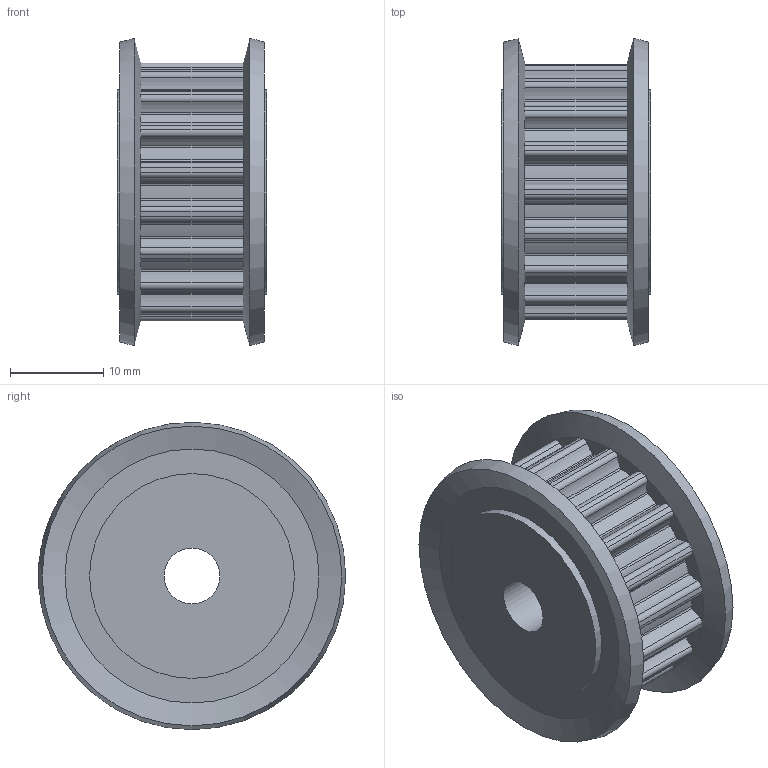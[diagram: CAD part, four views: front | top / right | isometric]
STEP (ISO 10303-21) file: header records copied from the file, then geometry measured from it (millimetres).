
FILE_DESCRIPTION( ( 'STEP AP203' ), '1' );
FILE_NAME( 'HTPA18S5M100-A-H6.stp', '2020-11-23T08:44:40', ( 'License CC BY-ND 4.0' ), ( 'CADENAS' ), ' ', 'PARTsolutions', ' ' );
FILE_SCHEMA( ( 'CONFIG_CONTROL_DESIGN' ) );
Length unit declared in the file: millimetre
Products named in the file (2): HTPA18S5M100-A-H6; _HTPA18S5M100-A-H6_b
Assembly tree (1 placements, depth 2):
  HTPA18S5M100-A-H6
    _HTPA18S5M100-A-H6_b
Bounding box: 16 x 33 x 33 mm (x, y, z)
Volume: 8610.6 mm3; surface area: 4345.5 mm2
Topology: 1 solids, 1 shells, 193 faces, 491 edges, 302 vertices
Faces by surface type: cylinder 147, plane 40, cone 6
Full cylindrical faces by diameter (mm): 6 x1, 22 x2
Entity records: 5953 total; most frequent: DIRECTION 1206, CARTESIAN_POINT 975, ORIENTED_EDGE 960, AXIS2_PLACEMENT_3D 531, EDGE_CURVE 480, CIRCLE 336, VERTEX_POINT 300, EDGE_LOOP 206
